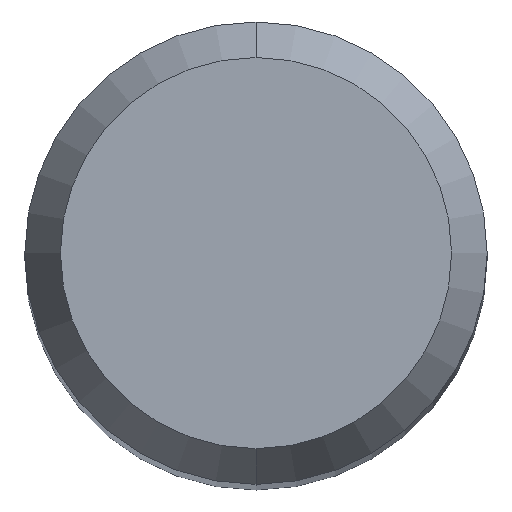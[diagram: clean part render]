
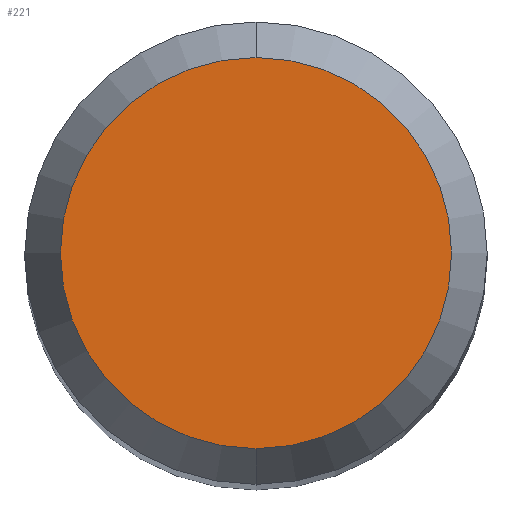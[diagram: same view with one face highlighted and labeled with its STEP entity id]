
A CAD part, top view. The second image highlights one B-rep face of the part: STEP entity #221.
In plain terms, the highlighted planar face has unit normal (0, 0, 1).
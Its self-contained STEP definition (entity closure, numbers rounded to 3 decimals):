
#221=ADVANCED_FACE('',(#520),#521,.T.);
#227=EDGE_CURVE('',#405,#355,#527,.T.);
#251=EDGE_CURVE('',#355,#405,#553,.T.);
#355=VERTEX_POINT('',#664);
#405=VERTEX_POINT('',#717);
#520=FACE_OUTER_BOUND('',#888,.T.);
#521=PLANE('',#889);
#527=CIRCLE('',#898,2.538);
#553=CIRCLE('',#935,2.538);
#664=CARTESIAN_POINT('',(0.,-2.538,41.662));
#717=CARTESIAN_POINT('',(0.0,2.538,41.662));
#888=EDGE_LOOP('',(#1506,#1507));
#889=AXIS2_PLACEMENT_3D('',#1508,#1509,#1510);
#898=AXIS2_PLACEMENT_3D('',#1512,#1513,#1514);
#935=AXIS2_PLACEMENT_3D('',#1541,#1542,#1543);
#1506=ORIENTED_EDGE('',*,*,#227,.F.);
#1507=ORIENTED_EDGE('',*,*,#251,.F.);
#1508=CARTESIAN_POINT('',(0.0,1.269,41.662));
#1509=DIRECTION('',(-0.0,0.0,1.0));
#1510=DIRECTION('',(0.0,-1.0,0.0));
#1512=CARTESIAN_POINT('',(0.0,0.0,41.662));
#1513=DIRECTION('',(0.0,0.0,-1.0));
#1514=DIRECTION('',(0.0,1.0,0.0));
#1541=CARTESIAN_POINT('',(0.0,0.0,41.662));
#1542=DIRECTION('',(0.0,0.0,-1.0));
#1543=DIRECTION('',(0.0,1.0,0.0));
